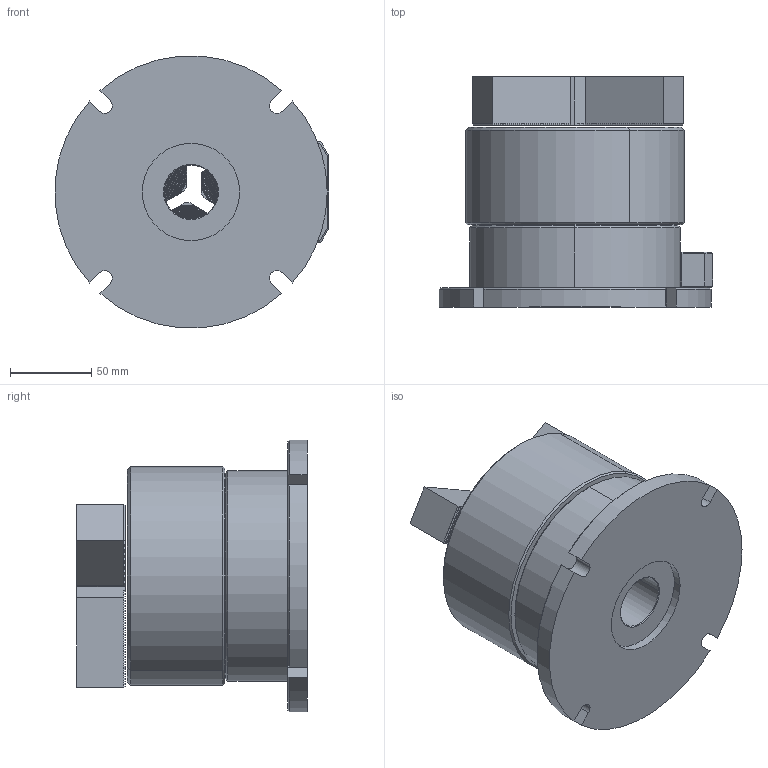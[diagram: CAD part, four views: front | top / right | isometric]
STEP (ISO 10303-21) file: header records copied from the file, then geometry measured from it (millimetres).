
FILE_DESCRIPTION (( 'STEP AP203' ), '1' );
FILE_NAME ('VH-305²Õ¦X¥ó.STEP', '2012-01-02T01:29:05', ( 'user' ), ( '' ), 'SwSTEP 2.0', 'SolidWorks 2010', '' );
FILE_SCHEMA (( 'CONFIG_CONTROL_DESIGN' ));
Length unit declared in the file: metre
Products named in the file (11): VH-305組合件; 3H-05本體; 3H-05(VH305); VH-05底座; VH-05活塞; M5x25; 3H-05中仁; SJ-05; M10x60; VH-06油路板; VH-05缸體
Assembly tree (16 placements, depth 3):
  VH-305組合件
    VH-05底座
    3H-05(VH305)
      3H-05中仁
      3H-05本體
      SJ-05  x3
    M10x60  x3
    VH-06油路板
    VH-05活塞
    M5x25  x3
    VH-05缸體
Bounding box: 168.72 x 142.2 x 167.44 mm (x, y, z)
Volume: 1505265.1 mm3; surface area: 266390.7 mm2
Topology: 15 solids, 15 shells, 930 faces, 2477 edges, 1595 vertices
Faces by surface type: plane 555, cylinder 274, cone 97, torus 4
Entity records: 16246 total; most frequent: CARTESIAN_POINT 2758, DIRECTION 2649, ORIENTED_EDGE 2462, EDGE_CURVE 1231, AXIS2_PLACEMENT_3D 946, VERTEX_POINT 791, LINE 757, VECTOR 757
